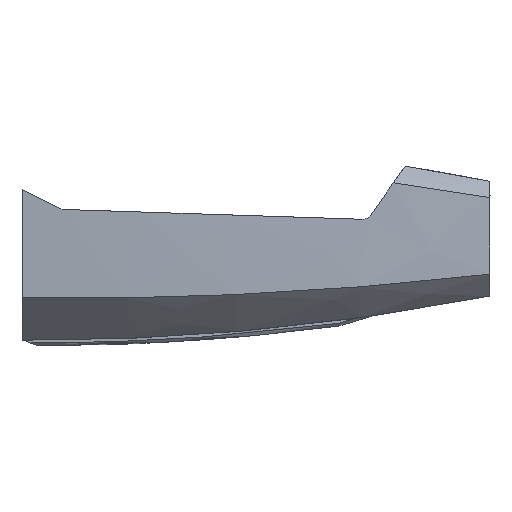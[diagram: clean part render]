
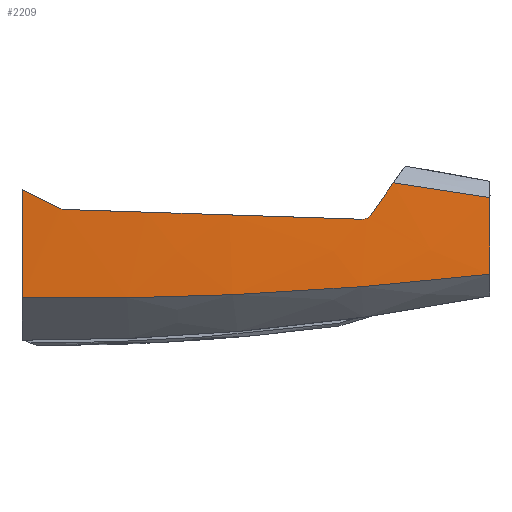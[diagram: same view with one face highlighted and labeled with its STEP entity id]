
A CAD part, left-side view. The second image highlights one B-rep face of the part: STEP entity #2209.
In plain terms, the highlighted free-form (B-spline) face has degree [3, 3] with [4, 4] control points.
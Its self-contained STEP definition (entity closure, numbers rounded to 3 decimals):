
#437=FACE_OUTER_BOUND('',#560,.T.);
#560=EDGE_LOOP('',(#1917,#1918,#1919,#1920,#1921,#1922,#1923,#1924,#1925));
#635=B_SPLINE_CURVE_WITH_KNOTS('',3,(#3386,#3387,#3388,#3389,#3390,#3391),
 .UNSPECIFIED.,.F.,.F.,(4,2,4),(-5.027,-2.514,-1.166),
 .UNSPECIFIED.);
#678=B_SPLINE_CURVE_WITH_KNOTS('',3,(#3759,#3760,#3761,#3762,#3763,#3764),
 .UNSPECIFIED.,.F.,.F.,(4,2,4),(-2.734,-1.367,0.),
 .UNSPECIFIED.);
#720=B_SPLINE_CURVE_WITH_KNOTS('',3,(#4146,#4147,#4148,#4149),
 .UNSPECIFIED.,.F.,.F.,(4,4),(-1.43,-0.05),
 .UNSPECIFIED.);
#737=B_SPLINE_CURVE_WITH_KNOTS('',3,(#4327,#4328,#4329,#4330),
 .UNSPECIFIED.,.F.,.F.,(4,4),(-1.535,-0.05),
 .UNSPECIFIED.);
#739=B_SPLINE_CURVE_WITH_KNOTS('',3,(#4345,#4346,#4347,#4348,#4349,#4350,
#4351,#4352,#4353,#4354,#4355,#4356,#4357),.UNSPECIFIED.,.F.,.F.,(4,3,3,
3,4),(-0.174,-0.162,-0.148,-0.112,
0.),.UNSPECIFIED.);
#741=B_SPLINE_CURVE_WITH_KNOTS('',3,(#4368,#4369,#4370,#4371),
 .UNSPECIFIED.,.F.,.F.,(4,4),(-10.705,-0.05),
 .UNSPECIFIED.);
#751=B_SPLINE_CURVE_WITH_KNOTS('',3,(#4474,#4475,#4476,#4477,#4478,#4479,
#4480,#4481,#4482,#4483,#4484,#4485,#4486,#4487,#4488,#4489,#4490,#4491,
#4492,#4493,#4494,#4495,#4496,#4497,#4498,#4499,#4500,#4501),
 .UNSPECIFIED.,.F.,.F.,(4,3,3,3,3,3,3,3,3,4),(-0.408,-0.346,
-0.311,-0.247,-0.189,-0.115,
-0.079,-0.036,-0.016,-0.01),
 .UNSPECIFIED.);
#753=B_SPLINE_CURVE_WITH_KNOTS('',3,(#4534,#4535,#4536,#4537),
 .UNSPECIFIED.,.F.,.F.,(4,4),(0.082,0.167),
 .UNSPECIFIED.);
#760=B_SPLINE_CURVE_WITH_KNOTS('',3,(#4686,#4687,#4688,#4689),
 .UNSPECIFIED.,.F.,.F.,(4,4),(0.082,0.497),
 .UNSPECIFIED.);
#855=VERTEX_POINT('',#3378);
#856=VERTEX_POINT('',#3385);
#895=VERTEX_POINT('',#3710);
#901=VERTEX_POINT('',#3752);
#939=VERTEX_POINT('',#4143);
#940=VERTEX_POINT('',#4145);
#956=VERTEX_POINT('',#4326);
#958=VERTEX_POINT('',#4344);
#961=VERTEX_POINT('',#4367);
#1105=EDGE_CURVE('',#855,#856,#635,.T.);
#1166=EDGE_CURVE('',#895,#901,#678,.T.);
#1215=EDGE_CURVE('',#940,#939,#720,.T.);
#1242=EDGE_CURVE('',#956,#856,#737,.T.);
#1245=EDGE_CURVE('',#958,#956,#739,.T.);
#1249=EDGE_CURVE('',#961,#958,#741,.T.);
#1263=EDGE_CURVE('',#939,#961,#751,.T.);
#1271=EDGE_CURVE('',#901,#940,#753,.T.);
#1307=EDGE_CURVE('',#895,#855,#760,.T.);
#1917=ORIENTED_EDGE('',*,*,#1166,.T.);
#1918=ORIENTED_EDGE('',*,*,#1271,.T.);
#1919=ORIENTED_EDGE('',*,*,#1215,.T.);
#1920=ORIENTED_EDGE('',*,*,#1263,.T.);
#1921=ORIENTED_EDGE('',*,*,#1249,.T.);
#1922=ORIENTED_EDGE('',*,*,#1245,.T.);
#1923=ORIENTED_EDGE('',*,*,#1242,.T.);
#1924=ORIENTED_EDGE('',*,*,#1105,.F.);
#1925=ORIENTED_EDGE('',*,*,#1307,.F.);
#2102=B_SPLINE_SURFACE_WITH_KNOTS('',3,3,((#4888,#4889,#4890,#4891),(#4892,
#4893,#4894,#4895),(#4896,#4897,#4898,#4899),(#4900,#4901,#4902,#4903)),
 .UNSPECIFIED.,.F.,.F.,.F.,(4,4),(4,4),(0.,1.),(0.082,0.497),
 .UNSPECIFIED.);
#2209=ADVANCED_FACE('',(#437),#2102,.T.);
#3378=CARTESIAN_POINT('',(-42.239,0.,-24.613));
#3385=CARTESIAN_POINT('',(-42.239,0.,14.));
#3386=CARTESIAN_POINT('Ctrl Pts',(-42.239,0.,
-24.613));
#3387=CARTESIAN_POINT('Ctrl Pts',(-42.239,0.,
-16.235));
#3388=CARTESIAN_POINT('Ctrl Pts',(-42.239,0.,
-7.857));
#3389=CARTESIAN_POINT('Ctrl Pts',(-42.239,0.,
5.015));
#3390=CARTESIAN_POINT('Ctrl Pts',(-42.239,0.,9.507));
#3391=CARTESIAN_POINT('Ctrl Pts',(-42.239,0.,14.));
#3710=CARTESIAN_POINT('',(-34.751,-167.,-16.202));
#3752=CARTESIAN_POINT('',(-34.751,-167.,11.143));
#3759=CARTESIAN_POINT('Ctrl Pts',(-34.751,-167.,-16.202));
#3760=CARTESIAN_POINT('Ctrl Pts',(-34.751,-167.,-11.645));
#3761=CARTESIAN_POINT('Ctrl Pts',(-34.751,-167.,-7.087));
#3762=CARTESIAN_POINT('Ctrl Pts',(-34.751,-167.,2.028));
#3763=CARTESIAN_POINT('Ctrl Pts',(-34.751,-167.,6.585));
#3764=CARTESIAN_POINT('Ctrl Pts',(-34.751,-167.,11.143));
#4143=CARTESIAN_POINT('',(-39.279,-124.635,5.122));
#4145=CARTESIAN_POINT('',(-38.569,-132.539,16.412));
#4146=CARTESIAN_POINT('Ctrl Pts',(-38.569,-132.539,16.412));
#4147=CARTESIAN_POINT('Ctrl Pts',(-38.816,-129.904,12.649));
#4148=CARTESIAN_POINT('Ctrl Pts',(-39.052,-127.27,8.886));
#4149=CARTESIAN_POINT('Ctrl Pts',(-39.279,-124.635,5.122));
#4326=CARTESIAN_POINT('',(-42.666,-13.262,7.328));
#4327=CARTESIAN_POINT('Ctrl Pts',(-42.666,-13.262,7.328));
#4328=CARTESIAN_POINT('Ctrl Pts',(-42.553,-8.841,9.553));
#4329=CARTESIAN_POINT('Ctrl Pts',(-42.411,-4.42,11.777));
#4330=CARTESIAN_POINT('Ctrl Pts',(-42.239,0.,14.));
#4344=CARTESIAN_POINT('',(-42.707,-14.929,6.904));
#4345=CARTESIAN_POINT('Ctrl Pts',(-42.707,-14.929,6.904));
#4346=CARTESIAN_POINT('Ctrl Pts',(-42.706,-14.889,6.905));
#4347=CARTESIAN_POINT('Ctrl Pts',(-42.705,-14.85,6.907));
#4348=CARTESIAN_POINT('Ctrl Pts',(-42.704,-14.81,6.91));
#4349=CARTESIAN_POINT('Ctrl Pts',(-42.703,-14.766,6.912));
#4350=CARTESIAN_POINT('Ctrl Pts',(-42.702,-14.721,6.916));
#4351=CARTESIAN_POINT('Ctrl Pts',(-42.701,-14.677,6.92));
#4352=CARTESIAN_POINT('Ctrl Pts',(-42.698,-14.555,6.932));
#4353=CARTESIAN_POINT('Ctrl Pts',(-42.695,-14.435,6.949));
#4354=CARTESIAN_POINT('Ctrl Pts',(-42.692,-14.315,6.972));
#4355=CARTESIAN_POINT('Ctrl Pts',(-42.683,-13.949,7.041));
#4356=CARTESIAN_POINT('Ctrl Pts',(-42.674,-13.595,7.161));
#4357=CARTESIAN_POINT('Ctrl Pts',(-42.666,-13.262,7.328));
#4367=CARTESIAN_POINT('',(-39.566,-121.227,3.418));
#4368=CARTESIAN_POINT('Ctrl Pts',(-39.566,-121.227,3.418));
#4369=CARTESIAN_POINT('Ctrl Pts',(-42.486,-85.85,4.578));
#4370=CARTESIAN_POINT('Ctrl Pts',(-43.55,-50.416,5.74));
#4371=CARTESIAN_POINT('Ctrl Pts',(-42.707,-14.929,6.904));
#4474=CARTESIAN_POINT('Ctrl Pts',(-39.279,-124.635,5.122));
#4475=CARTESIAN_POINT('Ctrl Pts',(-39.289,-124.517,4.952));
#4476=CARTESIAN_POINT('Ctrl Pts',(-39.3,-124.385,4.792));
#4477=CARTESIAN_POINT('Ctrl Pts',(-39.312,-124.242,4.643));
#4478=CARTESIAN_POINT('Ctrl Pts',(-39.319,-124.161,4.559));
#4479=CARTESIAN_POINT('Ctrl Pts',(-39.327,-124.076,4.478));
#4480=CARTESIAN_POINT('Ctrl Pts',(-39.334,-123.988,4.402));
#4481=CARTESIAN_POINT('Ctrl Pts',(-39.348,-123.828,4.262));
#4482=CARTESIAN_POINT('Ctrl Pts',(-39.362,-123.657,4.135));
#4483=CARTESIAN_POINT('Ctrl Pts',(-39.378,-123.478,4.023));
#4484=CARTESIAN_POINT('Ctrl Pts',(-39.391,-123.313,3.92));
#4485=CARTESIAN_POINT('Ctrl Pts',(-39.406,-123.142,3.83));
#4486=CARTESIAN_POINT('Ctrl Pts',(-39.421,-122.964,3.752));
#4487=CARTESIAN_POINT('Ctrl Pts',(-39.44,-122.74,3.654));
#4488=CARTESIAN_POINT('Ctrl Pts',(-39.459,-122.508,3.576));
#4489=CARTESIAN_POINT('Ctrl Pts',(-39.479,-122.271,3.521));
#4490=CARTESIAN_POINT('Ctrl Pts',(-39.489,-122.153,3.493));
#4491=CARTESIAN_POINT('Ctrl Pts',(-39.499,-122.035,3.471));
#4492=CARTESIAN_POINT('Ctrl Pts',(-39.509,-121.915,3.454));
#4493=CARTESIAN_POINT('Ctrl Pts',(-39.521,-121.774,3.435));
#4494=CARTESIAN_POINT('Ctrl Pts',(-39.532,-121.632,3.422));
#4495=CARTESIAN_POINT('Ctrl Pts',(-39.544,-121.49,3.418));
#4496=CARTESIAN_POINT('Ctrl Pts',(-39.55,-121.422,3.415));
#4497=CARTESIAN_POINT('Ctrl Pts',(-39.555,-121.354,3.415));
#4498=CARTESIAN_POINT('Ctrl Pts',(-39.561,-121.286,3.416));
#4499=CARTESIAN_POINT('Ctrl Pts',(-39.563,-121.267,3.416));
#4500=CARTESIAN_POINT('Ctrl Pts',(-39.564,-121.247,3.417));
#4501=CARTESIAN_POINT('Ctrl Pts',(-39.566,-121.227,3.418));
#4534=CARTESIAN_POINT('Ctrl Pts',(-34.751,-167.,11.143));
#4535=CARTESIAN_POINT('Ctrl Pts',(-36.22,-155.502,13.096));
#4536=CARTESIAN_POINT('Ctrl Pts',(-37.493,-144.015,14.853));
#4537=CARTESIAN_POINT('Ctrl Pts',(-38.569,-132.539,16.412));
#4686=CARTESIAN_POINT('Ctrl Pts',(-34.751,-167.,-16.202));
#4687=CARTESIAN_POINT('Ctrl Pts',(-41.896,-111.074,-22.62));
#4688=CARTESIAN_POINT('Ctrl Pts',(-44.392,-55.408,-25.423));
#4689=CARTESIAN_POINT('Ctrl Pts',(-42.239,0.,
-24.613));
#4888=CARTESIAN_POINT('Ctrl Pts',(-34.751,-167.,-16.202));
#4889=CARTESIAN_POINT('Ctrl Pts',(-41.896,-111.074,-22.62));
#4890=CARTESIAN_POINT('Ctrl Pts',(-44.392,-55.408,-25.423));
#4891=CARTESIAN_POINT('Ctrl Pts',(-42.239,0.,
-24.613));
#4892=CARTESIAN_POINT('Ctrl Pts',(-34.751,-167.,-7.087));
#4893=CARTESIAN_POINT('Ctrl Pts',(-41.896,-111.074,-8.198));
#4894=CARTESIAN_POINT('Ctrl Pts',(-44.392,-55.408,-8.454));
#4895=CARTESIAN_POINT('Ctrl Pts',(-42.239,0.,
-7.857));
#4896=CARTESIAN_POINT('Ctrl Pts',(-34.751,-167.,2.028));
#4897=CARTESIAN_POINT('Ctrl Pts',(-41.896,-111.074,6.224));
#4898=CARTESIAN_POINT('Ctrl Pts',(-44.392,-55.408,8.514));
#4899=CARTESIAN_POINT('Ctrl Pts',(-42.239,0.,
8.9));
#4900=CARTESIAN_POINT('Ctrl Pts',(-34.751,-167.,11.143));
#4901=CARTESIAN_POINT('Ctrl Pts',(-41.896,-111.074,20.645));
#4902=CARTESIAN_POINT('Ctrl Pts',(-44.392,-55.408,25.483));
#4903=CARTESIAN_POINT('Ctrl Pts',(-42.239,0.,
25.657));
